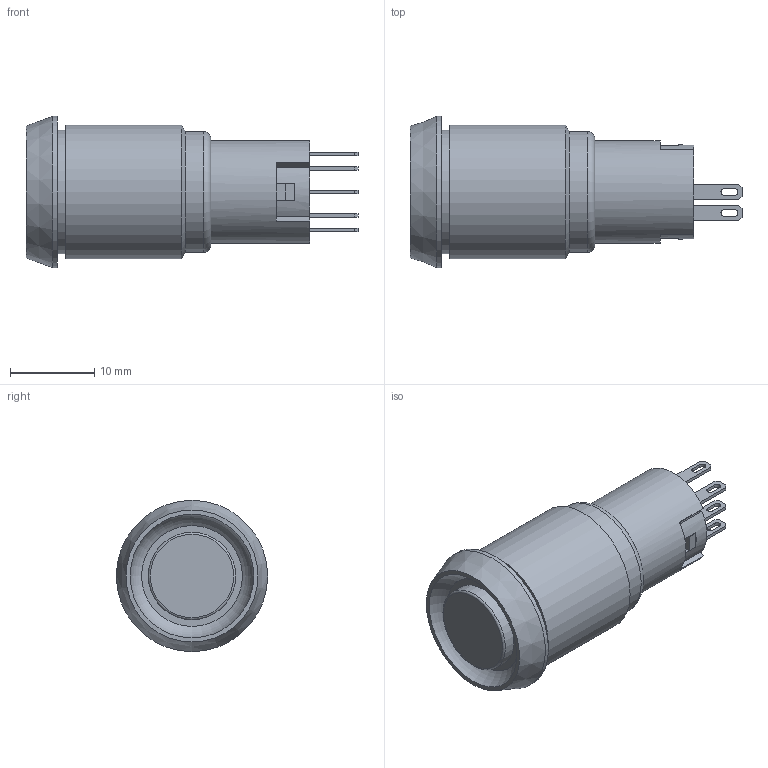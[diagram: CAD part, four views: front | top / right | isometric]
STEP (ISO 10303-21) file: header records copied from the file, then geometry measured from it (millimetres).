
FILE_DESCRIPTION(/* description */ (''),/* implementation_level */ '2;1');
FILE_NAME(/* name */ 'PV3WG2B0xx-3xx.stp',/* time_stamp */ '2020-12-04T12:10:20-06:00',/* author */ ('mwilliams'),/* organization */ (''),/* preprocessor_version */ 'ST-DEVELOPER v18',/* originating_system */ 'Autodesk Inventor 2020',/* authorisation */ '');
FILE_SCHEMA (('AUTOMOTIVE_DESIGN { 1 0 10303 214 3 1 1 }'));
Length unit declared in the file: inch
Products named in the file (1): PV3WG2B018G-331_Shrinkwrap_1
Bounding box: 39.5 x 18 x 18 mm (x, y, z)
Volume: 4209.9 mm3; surface area: 4464 mm2
Topology: 9 solids, 9 shells, 366 faces, 940 edges, 624 vertices
Faces by surface type: plane 261, bspline 68, cylinder 31, torus 4, cone 2
Full cylindrical faces by diameter (mm): 9.6 x1, 10.4 x2, 12 x3, 12.2 x1, 14.4 x1, 14.7 x1, 15.9 x1, 18 x1
Entity records: 11561 total; most frequent: CARTESIAN_POINT 2927, ORIENTED_EDGE 1880, DIRECTION 1508, EDGE_CURVE 940, LINE 698, VECTOR 698, VERTEX_POINT 624, EDGE_LOOP 418
